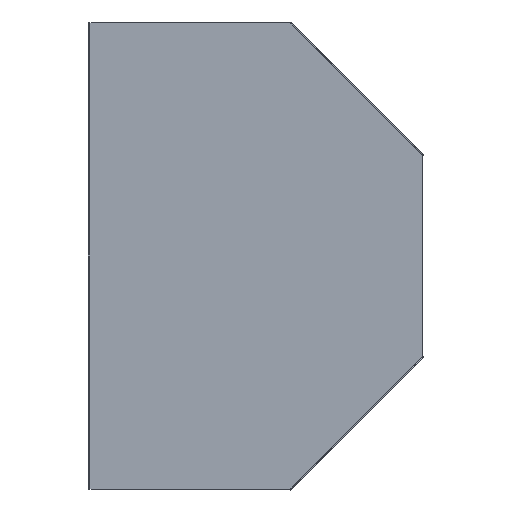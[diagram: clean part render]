
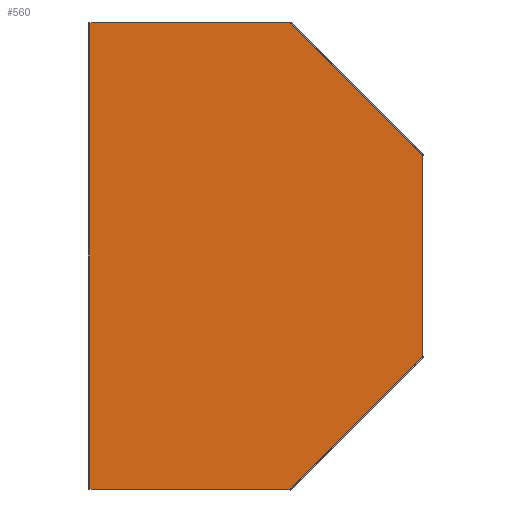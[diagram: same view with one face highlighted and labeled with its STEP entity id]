
A CAD part, front view. The second image highlights one B-rep face of the part: STEP entity #560.
In plain terms, the highlighted planar face has unit normal (0, -1, 0).
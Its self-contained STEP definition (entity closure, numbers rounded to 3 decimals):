
#14=PLANE('',#608);
#37=FACE_OUTER_BOUND('',#63,.T.);
#63=EDGE_LOOP('',(#376,#377,#378,#379,#380,#381,#382,#383,#384,#385,#386,
#387));
#92=LINE('',#809,#156);
#93=LINE('',#822,#157);
#94=LINE('',#833,#158);
#95=LINE('',#846,#159);
#96=LINE('',#848,#160);
#97=LINE('',#850,#161);
#98=LINE('',#852,#162);
#99=LINE('',#853,#163);
#156=VECTOR('',#638,10.);
#157=VECTOR('',#639,10.);
#158=VECTOR('',#640,10.);
#159=VECTOR('',#641,10.);
#160=VECTOR('',#642,10.);
#161=VECTOR('',#643,10.);
#162=VECTOR('',#644,10.);
#163=VECTOR('',#645,10.);
#217=B_SPLINE_CURVE_WITH_KNOTS('',3,(#772,#773,#774,#775,#776,#777,#778,
#779),.UNSPECIFIED.,.F.,.F.,(4,2,2,4),(-0.461,-0.397,
-0.298,-0.229),.UNSPECIFIED.);
#220=B_SPLINE_CURVE_WITH_KNOTS('',3,(#811,#812,#813,#814,#815,#816,#817,
#818,#819,#820),.UNSPECIFIED.,.F.,.F.,(4,2,2,2,4),(0.054,0.074,
0.142,0.204,0.205),.UNSPECIFIED.);
#221=B_SPLINE_CURVE_WITH_KNOTS('',3,(#824,#825,#826,#827,#828,#829,#830,
#831),.UNSPECIFIED.,.F.,.F.,(4,2,2,4),(0.229,0.298,
0.397,0.461),.UNSPECIFIED.);
#222=B_SPLINE_CURVE_WITH_KNOTS('',3,(#835,#836,#837,#838,#839,#840,#841,
#842,#843,#844),.UNSPECIFIED.,.F.,.F.,(4,2,2,2,4),(0.054,0.074,
0.142,0.204,0.205),.UNSPECIFIED.);
#233=VERTEX_POINT('',#762);
#234=VERTEX_POINT('',#771);
#240=VERTEX_POINT('',#808);
#241=VERTEX_POINT('',#810);
#242=VERTEX_POINT('',#821);
#243=VERTEX_POINT('',#823);
#244=VERTEX_POINT('',#832);
#245=VERTEX_POINT('',#834);
#246=VERTEX_POINT('',#845);
#247=VERTEX_POINT('',#847);
#248=VERTEX_POINT('',#849);
#249=VERTEX_POINT('',#851);
#289=EDGE_CURVE('',#234,#233,#217,.T.);
#296=EDGE_CURVE('',#240,#233,#92,.T.);
#297=EDGE_CURVE('',#241,#240,#220,.T.);
#298=EDGE_CURVE('',#242,#241,#93,.T.);
#299=EDGE_CURVE('',#243,#242,#221,.T.);
#300=EDGE_CURVE('',#243,#244,#94,.T.);
#301=EDGE_CURVE('',#245,#244,#222,.T.);
#302=EDGE_CURVE('',#246,#245,#95,.T.);
#303=EDGE_CURVE('',#246,#247,#96,.T.);
#304=EDGE_CURVE('',#247,#248,#97,.T.);
#305=EDGE_CURVE('',#249,#248,#98,.T.);
#306=EDGE_CURVE('',#234,#249,#99,.T.);
#376=ORIENTED_EDGE('',*,*,#296,.F.);
#377=ORIENTED_EDGE('',*,*,#297,.F.);
#378=ORIENTED_EDGE('',*,*,#298,.F.);
#379=ORIENTED_EDGE('',*,*,#299,.F.);
#380=ORIENTED_EDGE('',*,*,#300,.T.);
#381=ORIENTED_EDGE('',*,*,#301,.F.);
#382=ORIENTED_EDGE('',*,*,#302,.F.);
#383=ORIENTED_EDGE('',*,*,#303,.T.);
#384=ORIENTED_EDGE('',*,*,#304,.T.);
#385=ORIENTED_EDGE('',*,*,#305,.F.);
#386=ORIENTED_EDGE('',*,*,#306,.F.);
#387=ORIENTED_EDGE('',*,*,#289,.T.);
#560=ADVANCED_FACE('',(#37),#14,.F.);
#608=AXIS2_PLACEMENT_3D('',#807,#636,#637);
#636=DIRECTION('center_axis',(0.,1.,0.));
#637=DIRECTION('ref_axis',(0.,0.,-1.));
#638=DIRECTION('',(-0.707,0.,-0.707));
#639=DIRECTION('',(0.,0.,-1.));
#640=DIRECTION('',(-0.707,0.,0.707));
#641=DIRECTION('',(1.,0.,0.));
#642=DIRECTION('',(-1.,0.,0.));
#643=DIRECTION('',(0.,0.,-1.));
#644=DIRECTION('',(-1.,0.,0.));
#645=DIRECTION('',(-1.,0.,0.));
#762=CARTESIAN_POINT('',(-101.024,-1.,-252.438));
#771=CARTESIAN_POINT('',(-102.53,-1.,-252.53));
#772=CARTESIAN_POINT('Ctrl Pts',(-102.53,-1.,-252.53));
#773=CARTESIAN_POINT('Ctrl Pts',(-102.392,-1.,-252.505));
#774=CARTESIAN_POINT('Ctrl Pts',(-102.253,-1.,-252.48));
#775=CARTESIAN_POINT('Ctrl Pts',(-101.901,-1.,-252.427));
#776=CARTESIAN_POINT('Ctrl Pts',(-101.688,-1.,-252.404));
#777=CARTESIAN_POINT('Ctrl Pts',(-101.319,-1.,-252.403));
#778=CARTESIAN_POINT('Ctrl Pts',(-101.171,-1.,-252.414));
#779=CARTESIAN_POINT('Ctrl Pts',(-101.024,-1.,-252.438));
#807=CARTESIAN_POINT('Origin',(-144.092,-1.,-75.));
#808=CARTESIAN_POINT('',(-0.093,-1.,-151.507));
#809=CARTESIAN_POINT('',(-33.839,-1.,-185.253));
#810=CARTESIAN_POINT('',(0.,-1.,-150.));
#811=CARTESIAN_POINT('Ctrl Pts',(0.,-1.,-150.));
#812=CARTESIAN_POINT('Ctrl Pts',(-0.012,-1.,-150.066));
#813=CARTESIAN_POINT('Ctrl Pts',(-0.024,-1.,
-150.132));
#814=CARTESIAN_POINT('Ctrl Pts',(-0.074,-1.,
-150.422));
#815=CARTESIAN_POINT('Ctrl Pts',(-0.109,-1.,-150.648));
#816=CARTESIAN_POINT('Ctrl Pts',(-0.134,-1.,-151.084));
#817=CARTESIAN_POINT('Ctrl Pts',(-0.127,-1.,-151.287));
#818=CARTESIAN_POINT('Ctrl Pts',(-0.094,-1.,
-151.498));
#819=CARTESIAN_POINT('Ctrl Pts',(-0.093,-1.,
-151.502));
#820=CARTESIAN_POINT('Ctrl Pts',(-0.093,-1.,
-151.507));
#821=CARTESIAN_POINT('',(0.,-1.,0.));
#822=CARTESIAN_POINT('',(0.,-1.,0.));
#823=CARTESIAN_POINT('',(-0.093,-1.,1.507));
#824=CARTESIAN_POINT('Ctrl Pts',(-0.093,-1.,1.507));
#825=CARTESIAN_POINT('Ctrl Pts',(-0.117,-1.,1.359));
#826=CARTESIAN_POINT('Ctrl Pts',(-0.128,-1.,1.211));
#827=CARTESIAN_POINT('Ctrl Pts',(-0.127,-1.,0.843));
#828=CARTESIAN_POINT('Ctrl Pts',(-0.104,-1.,0.63));
#829=CARTESIAN_POINT('Ctrl Pts',(-0.05,-1.,0.277));
#830=CARTESIAN_POINT('Ctrl Pts',(-0.025,-1.,0.139));
#831=CARTESIAN_POINT('Ctrl Pts',(0.,-1.,0.));
#832=CARTESIAN_POINT('',(-101.024,-1.,102.438));
#833=CARTESIAN_POINT('',(-33.839,-1.,35.253));
#834=CARTESIAN_POINT('',(-102.53,-1.,102.53));
#835=CARTESIAN_POINT('Ctrl Pts',(-102.53,-1.,102.53));
#836=CARTESIAN_POINT('Ctrl Pts',(-102.464,-1.,102.519));
#837=CARTESIAN_POINT('Ctrl Pts',(-102.398,-1.,102.507));
#838=CARTESIAN_POINT('Ctrl Pts',(-102.108,-1.,102.456));
#839=CARTESIAN_POINT('Ctrl Pts',(-101.882,-1.,102.422));
#840=CARTESIAN_POINT('Ctrl Pts',(-101.446,-1.,102.397));
#841=CARTESIAN_POINT('Ctrl Pts',(-101.244,-1.,102.403));
#842=CARTESIAN_POINT('Ctrl Pts',(-101.033,-1.,102.436));
#843=CARTESIAN_POINT('Ctrl Pts',(-101.028,-1.,102.437));
#844=CARTESIAN_POINT('Ctrl Pts',(-101.024,-1.,102.438));
#845=CARTESIAN_POINT('',(-252.53,-1.,102.53));
#846=CARTESIAN_POINT('',(-252.53,-1.,102.53));
#847=CARTESIAN_POINT('',(-253.53,-1.,102.53));
#848=CARTESIAN_POINT('',(-198.811,-1.,102.53));
#849=CARTESIAN_POINT('',(-253.53,-1.,-252.53));
#850=CARTESIAN_POINT('',(-253.53,-1.,-75.));
#851=CARTESIAN_POINT('',(-252.53,-1.,-252.53));
#852=CARTESIAN_POINT('',(-199.311,-1.,-252.53));
#853=CARTESIAN_POINT('',(-102.53,-1.,-252.53));
